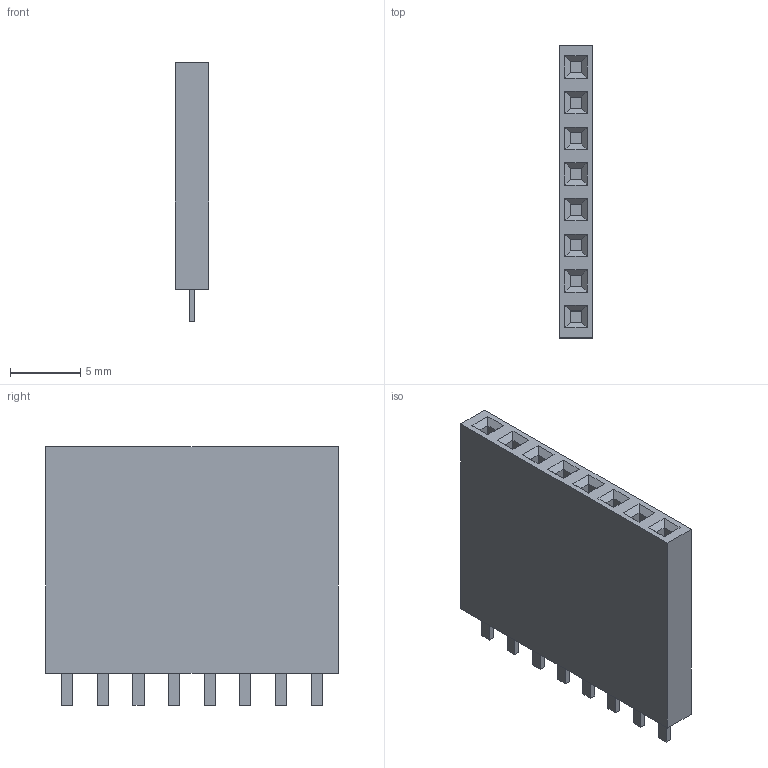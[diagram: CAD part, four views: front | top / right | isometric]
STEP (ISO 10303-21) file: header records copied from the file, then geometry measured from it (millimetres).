
FILE_DESCRIPTION(('FreeCAD Model'),'2;1');
FILE_NAME('Open CASCADE Shape Model','2023-12-30T17:45:03',(''),(''), 'Open CASCADE STEP processor 7.6','FreeCAD','Unknown');
FILE_SCHEMA(('AUTOMOTIVE_DESIGN { 1 0 10303 214 1 1 1 1 }'));
Length unit declared in the file: millimetre
Products named in the file (1): LinearPattern
Bounding box: 2.41 x 20.83 x 18.41 mm (x, y, z)
Volume: 778 mm3; surface area: 1069.3 mm2
Topology: 1 solids, 1 shells, 118 faces, 268 edges, 168 vertices
Faces by surface type: plane 118
Entity records: 4046 total; most frequent: CARTESIAN_POINT 555, ORIENTED_EDGE 536, DIRECTION 506, EDGE_CURVE 268, LINE 268, VECTOR 268, VERTEX_POINT 168, FACE_BOUND 134
